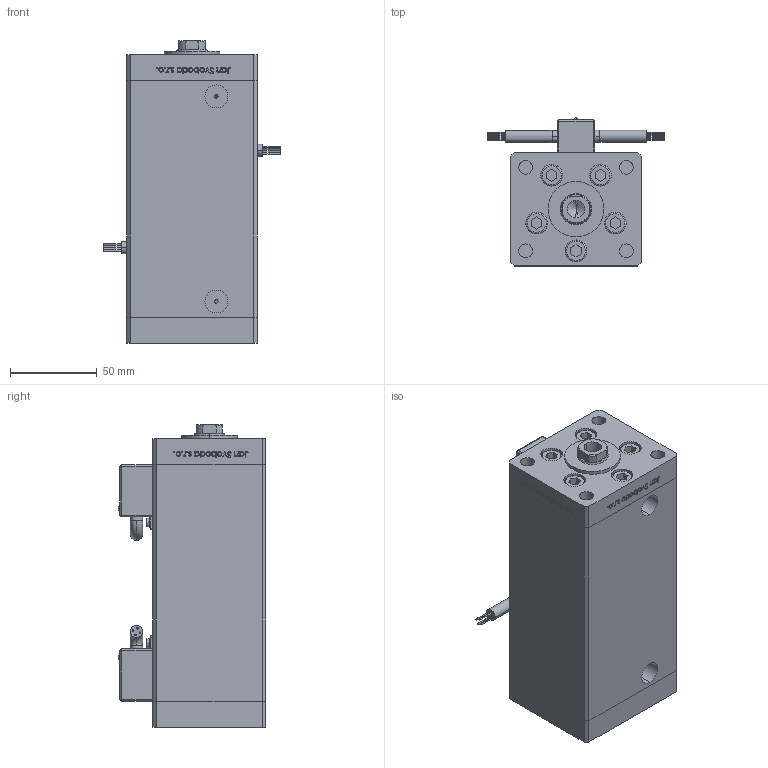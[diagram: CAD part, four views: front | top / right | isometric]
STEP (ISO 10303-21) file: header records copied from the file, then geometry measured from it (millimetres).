
FILE_DESCRIPTION (( 'STEP AP203' ), '1' );
FILE_NAME ('b0d5.STEP', '2020-10-12T13:39:58', ( '' ), ( '' ), 'SwSTEP 2.0', 'SolidWorks 2019', '' );
FILE_SCHEMA (( 'CONFIG_CONTROL_DESIGN' ));
Length unit declared in the file: millimetre
Products named in the file (7): Magnetic_Switch_MSU4 ac866ff3cc0efd8c4de54481de98e212; V220C_B_VC ac866ff3cc0efd8c4de54481de98e212; V220C_FRONT_B ac866ff3cc0efd8c4de54481de98e212; b0d5; V220C BACK_B ac866ff3cc0efd8c4de54481de98e212; V220C_B MIDDLE ac866ff3cc0efd8c4de54481de98e212; ALLEN BOLT ac866ff3cc0efd8c4de54481de98e212
Assembly tree (16 placements, depth 2):
  b0d5
    V220C_B MIDDLE ac866ff3cc0efd8c4de54481de98e212
    V220C_B_VC ac866ff3cc0efd8c4de54481de98e212
    V220C BACK_B ac866ff3cc0efd8c4de54481de98e212
    V220C_FRONT_B ac866ff3cc0efd8c4de54481de98e212
    Magnetic_Switch_MSU4 ac866ff3cc0efd8c4de54481de98e212  x2
    ALLEN BOLT ac866ff3cc0efd8c4de54481de98e212  x10
Bounding box: 101.6 x 85.1 x 174 mm (x, y, z)
Volume: 759331.9 mm3; surface area: 136918.6 mm2
Topology: 16 solids, 18 shells, 1379 faces, 3399 edges, 2203 vertices
Faces by surface type: plane 538, bspline 484, cylinder 233, cone 52, torus 48, sphere 24
Entity records: 54959 total; most frequent: CARTESIAN_POINT 30768, ORIENTED_EDGE 5492, DIRECTION 3330, EDGE_CURVE 2746, VERTEX_POINT 1814, LINE 1418, VECTOR 1418, EDGE_LOOP 1258
